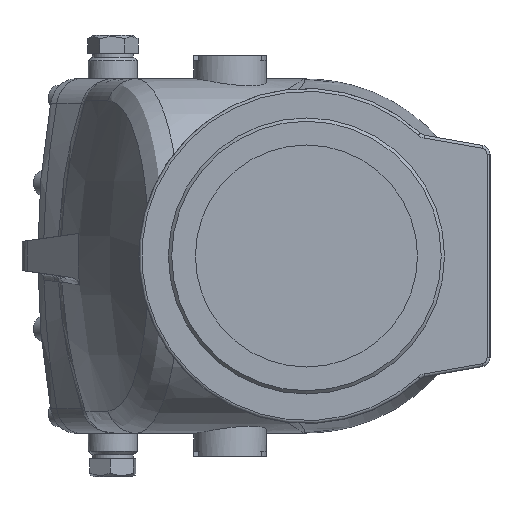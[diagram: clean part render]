
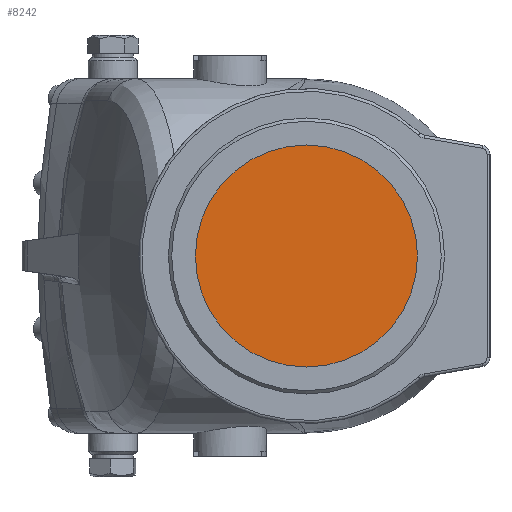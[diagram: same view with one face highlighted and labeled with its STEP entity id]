
A CAD part, left-side view. The second image highlights one B-rep face of the part: STEP entity #8242.
In plain terms, the highlighted planar face has unit normal (-1, 0, 0).
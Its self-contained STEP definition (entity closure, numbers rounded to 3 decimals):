
#1161 = CARTESIAN_POINT ( 'NONE',  ( -559.5, -267.8, 0. ) ) ;
#1168 = PLANE ( 'NONE',  #13862 ) ;
#1170 = DIRECTION ( 'NONE',  ( -1., 0., 0. ) ) ;
#1171 = DIRECTION ( 'NONE',  ( 0., -1., 0. ) ) ;
#8119 = CARTESIAN_POINT ( 'NONE',  ( -559.5, -420.2, 0. ) ) ;
#8242 = ADVANCED_FACE ( 'NONE', ( #10649 ), #1168, .T. ) ;
#10180 = CIRCLE ( 'NONE', #16694, 152.4 ) ;
#10649 = FACE_OUTER_BOUND ( 'NONE', #17569, .T. ) ;
#13410 = CARTESIAN_POINT ( 'NONE',  ( -559.5, -267.8, 0. ) ) ;
#13411 = DIRECTION ( 'NONE',  ( -1., 0., 0. ) ) ;
#13412 = DIRECTION ( 'NONE',  ( 0., -1., 0. ) ) ;
#13862 = AXIS2_PLACEMENT_3D ( 'NONE', #1161, #1170, #1171 ) ;
#16694 = AXIS2_PLACEMENT_3D ( 'NONE', #13410, #13411, #13412 ) ;
#17040 = EDGE_CURVE ( 'NONE', #18725, #18725, #10180, .T. ) ;
#17569 = EDGE_LOOP ( 'NONE', ( #18437 ) ) ;
#18437 = ORIENTED_EDGE ( 'NONE', *, *, #17040, .T. ) ;
#18725 = VERTEX_POINT ( 'NONE', #8119 ) ;
